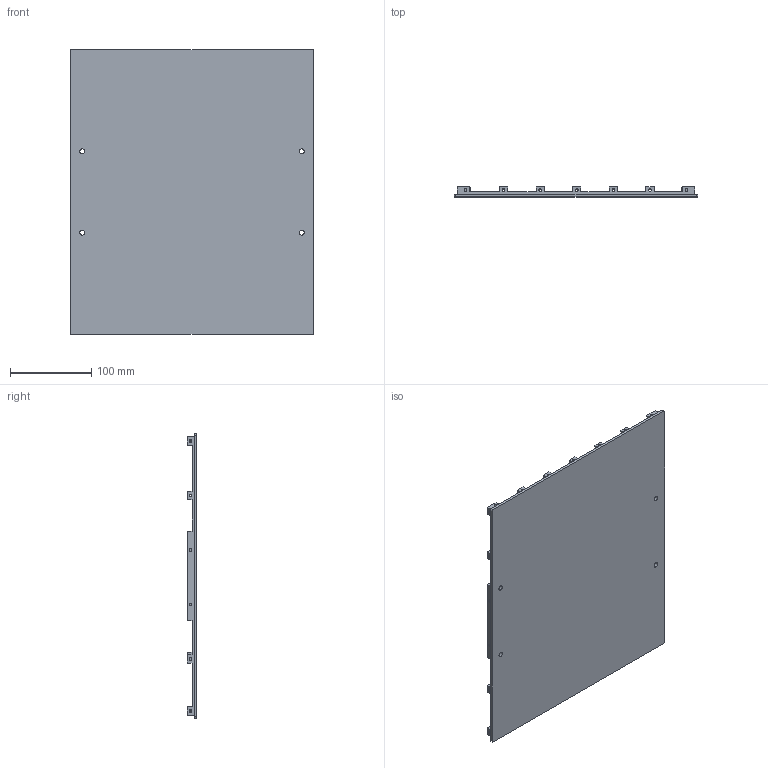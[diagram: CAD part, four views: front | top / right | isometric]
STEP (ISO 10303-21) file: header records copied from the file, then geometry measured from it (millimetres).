
FILE_DESCRIPTION (( 'STEP AP203' ), '1' );
FILE_NAME ('aw8-050-283.STEP', '2020-07-08T10:27:36', ( 'zhang' ), ( '' ), 'SwSTEP 2.0', 'SolidWorks 2016', '' );
FILE_SCHEMA (( 'CONFIG_CONTROL_DESIGN' ));
Length unit declared in the file: millimetre
Products named in the file (1): aw8-050-283
Bounding box: 300 x 12 x 350 mm (x, y, z)
Volume: 370382.4 mm3; surface area: 230376.8 mm2
Topology: 1 solids, 1 shells, 189 faces, 540 edges, 351 vertices
Faces by surface type: plane 104, cylinder 74, cone 11
Entity records: 6356 total; most frequent: CARTESIAN_POINT 1168, ORIENTED_EDGE 1064, DIRECTION 1057, EDGE_CURVE 532, LINE 373, VECTOR 373, VERTEX_POINT 351, AXIS2_PLACEMENT_3D 342
